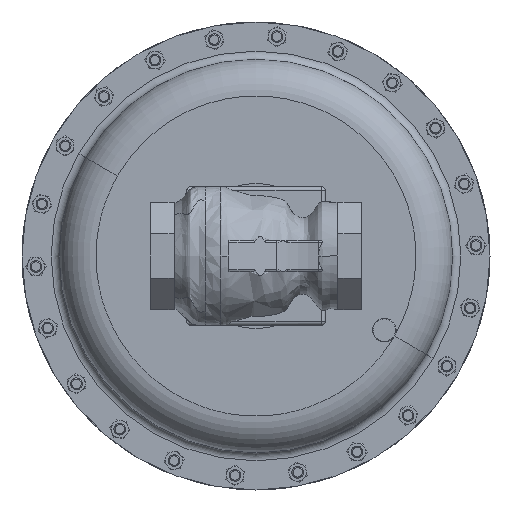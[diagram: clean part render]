
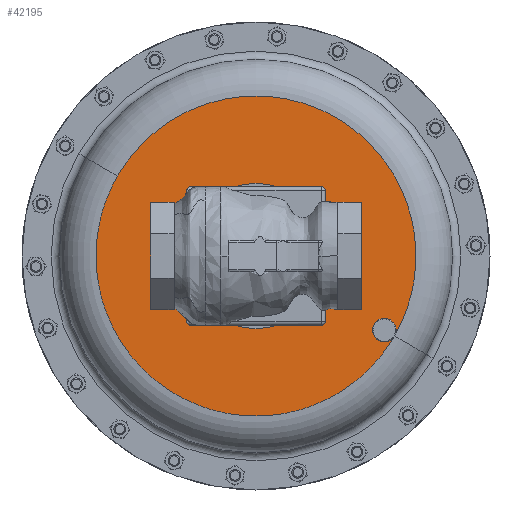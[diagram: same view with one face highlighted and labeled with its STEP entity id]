
A CAD part, front view. The second image highlights one B-rep face of the part: STEP entity #42195.
In plain terms, the highlighted planar face has unit normal (0, -1, 0).
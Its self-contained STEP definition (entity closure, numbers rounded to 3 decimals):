
#400 = DIRECTION ( 'NONE',  ( 0., 1., 0. ) ) ;
#408 = DIRECTION ( 'NONE',  ( 0.866, 0., -0.5 ) ) ;
#2819 = DIRECTION ( 'NONE',  ( -0.866, 0., 0.5 ) ) ;
#2906 = AXIS2_PLACEMENT_3D ( 'NONE', #21544, #49916, #25618 ) ;
#3038 = EDGE_CURVE ( 'NONE', #4614, #21054, #11308, .T. ) ;
#4326 = ORIENTED_EDGE ( 'NONE', *, *, #37234, .T. ) ;
#4614 = VERTEX_POINT ( 'NONE', #19749 ) ;
#5569 = CARTESIAN_POINT ( 'NONE',  ( 0., 8.918, 0. ) ) ;
#8527 = EDGE_CURVE ( 'NONE', #21054, #25870, #16722, .T. ) ;
#9247 = AXIS2_PLACEMENT_3D ( 'NONE', #48958, #24659, #408 ) ;
#9615 = DIRECTION ( 'NONE',  ( 0., 0., -1. ) ) ;
#11308 = CIRCLE ( 'NONE', #9247, 0.375 ) ;
#13865 = ORIENTED_EDGE ( 'NONE', *, *, #35024, .F. ) ;
#13947 = EDGE_LOOP ( 'NONE', ( #13865, #45133 ) ) ;
#14280 = CARTESIAN_POINT ( 'NONE',  ( 0., 8.918, 0. ) ) ;
#14451 = FACE_OUTER_BOUND ( 'NONE', #31058, .T. ) ;
#15737 = DIRECTION ( 'NONE',  ( 0., 1., 0. ) ) ;
#16722 = CIRCLE ( 'NONE', #2906, 5.125 ) ;
#17783 = CARTESIAN_POINT ( 'NONE',  ( 0., 8.918, 2.325 ) ) ;
#18330 = DIRECTION ( 'NONE',  ( 0., 0., -1. ) ) ;
#19749 = CARTESIAN_POINT ( 'NONE',  ( 3.789, 8.918, -2.188 ) ) ;
#20108 = ORIENTED_EDGE ( 'NONE', *, *, #42908, .F. ) ;
#20746 = VERTEX_POINT ( 'NONE', #45584 ) ;
#21054 = VERTEX_POINT ( 'NONE', #33315 ) ;
#21544 = CARTESIAN_POINT ( 'NONE',  ( 0., 8.918, 0. ) ) ;
#22085 = VERTEX_POINT ( 'NONE', #17783 ) ;
#22955 = CARTESIAN_POINT ( 'NONE',  ( -2.563, 8.918, -4.438 ) ) ;
#23811 = AXIS2_PLACEMENT_3D ( 'NONE', #40005, #15737, #44057 ) ;
#23968 = AXIS2_PLACEMENT_3D ( 'NONE', #24655, #400, #28741 ) ;
#24655 = CARTESIAN_POINT ( 'NONE',  ( 0., 8.918, 0. ) ) ;
#24659 = DIRECTION ( 'NONE',  ( 0., 1., 0. ) ) ;
#25618 = DIRECTION ( 'NONE',  ( 0.866, 0., -0.5 ) ) ;
#25870 = VERTEX_POINT ( 'NONE', #46618 ) ;
#26456 = FACE_BOUND ( 'NONE', #13947, .T. ) ;
#26510 = PLANE ( 'NONE',  #45000 ) ;
#27046 = DIRECTION ( 'NONE',  ( 0., -1., 0. ) ) ;
#28741 = DIRECTION ( 'NONE',  ( 0.866, 0., -0.5 ) ) ;
#31058 = EDGE_LOOP ( 'NONE', ( #50958, #4326, #39191, #20108 ) ) ;
#33315 = CARTESIAN_POINT ( 'NONE',  ( 4.438, 8.918, -2.563 ) ) ;
#33818 = DIRECTION ( 'NONE',  ( 0., -1., 0. ) ) ;
#35024 = EDGE_CURVE ( 'NONE', #20746, #22085, #39927, .T. ) ;
#36516 = EDGE_CURVE ( 'NONE', #22085, #20746, #46462, .T. ) ;
#37212 = CIRCLE ( 'NONE', #23968, 5.125 ) ;
#37234 = EDGE_CURVE ( 'NONE', #21054, #4614, #38198, .T. ) ;
#38198 = CIRCLE ( 'NONE', #23811, 0.375 ) ;
#39191 = ORIENTED_EDGE ( 'NONE', *, *, #3038, .T. ) ;
#39444 = AXIS2_PLACEMENT_3D ( 'NONE', #5569, #33818, #9615 ) ;
#39927 = CIRCLE ( 'NONE', #46170, 2.325 ) ;
#40005 = CARTESIAN_POINT ( 'NONE',  ( 4.114, 8.918, -2.375 ) ) ;
#42195 = ADVANCED_FACE ( 'NONE', ( #26456, #14451 ), #26510, .T. ) ;
#42618 = DIRECTION ( 'NONE',  ( 0., -1., 0. ) ) ;
#42908 = EDGE_CURVE ( 'NONE', #25870, #21054, #37212, .T. ) ;
#44057 = DIRECTION ( 'NONE',  ( 0.866, 0., -0.5 ) ) ;
#45000 = AXIS2_PLACEMENT_3D ( 'NONE', #22955, #27046, #2819 ) ;
#45133 = ORIENTED_EDGE ( 'NONE', *, *, #36516, .F. ) ;
#45584 = CARTESIAN_POINT ( 'NONE',  ( 0., 8.918, -2.325 ) ) ;
#46170 = AXIS2_PLACEMENT_3D ( 'NONE', #14280, #42618, #18330 ) ;
#46462 = CIRCLE ( 'NONE', #39444, 2.325 ) ;
#46618 = CARTESIAN_POINT ( 'NONE',  ( -4.438, 8.918, 2.563 ) ) ;
#48958 = CARTESIAN_POINT ( 'NONE',  ( 4.114, 8.918, -2.375 ) ) ;
#49916 = DIRECTION ( 'NONE',  ( 0., 1., 0. ) ) ;
#50958 = ORIENTED_EDGE ( 'NONE', *, *, #8527, .F. ) ;
